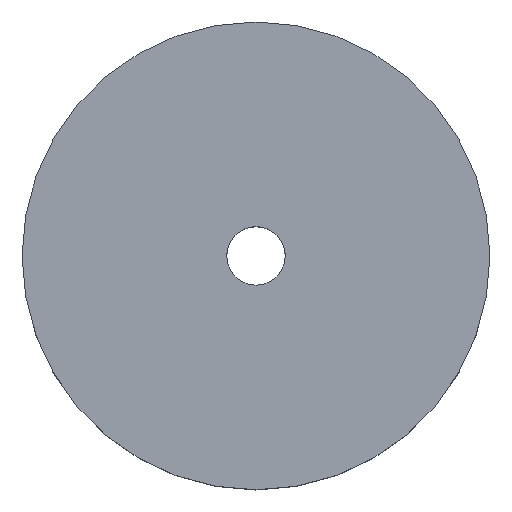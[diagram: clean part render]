
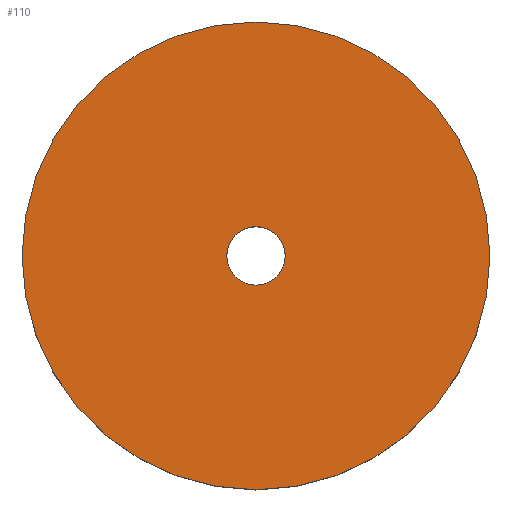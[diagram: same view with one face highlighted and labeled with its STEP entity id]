
A CAD part, top view. The second image highlights one B-rep face of the part: STEP entity #110.
In plain terms, the highlighted planar face has unit normal (0, 0, 1).
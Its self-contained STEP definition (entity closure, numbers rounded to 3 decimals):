
#16=FACE_BOUND('',#36,.T.);
#20=PLANE('',#137);
#26=FACE_OUTER_BOUND('',#35,.T.);
#35=EDGE_LOOP('',(#89));
#36=EDGE_LOOP('',(#90));
#51=CIRCLE('',#130,2.5);
#55=CIRCLE('',#136,20.);
#59=VERTEX_POINT('',#185);
#63=VERTEX_POINT('',#196);
#67=EDGE_CURVE('',#59,#59,#51,.T.);
#72=EDGE_CURVE('',#63,#63,#55,.T.);
#89=ORIENTED_EDGE('',*,*,#72,.T.);
#90=ORIENTED_EDGE('',*,*,#67,.T.);
#110=ADVANCED_FACE('',(#26,#16),#20,.T.);
#130=AXIS2_PLACEMENT_3D('',#186,#149,#150);
#136=AXIS2_PLACEMENT_3D('',#197,#162,#163);
#137=AXIS2_PLACEMENT_3D('',#199,#165,#166);
#149=DIRECTION('center_axis',(0.,0.,-1.));
#150=DIRECTION('ref_axis',(-1.,0.,0.));
#162=DIRECTION('center_axis',(0.,0.,1.));
#163=DIRECTION('ref_axis',(1.,0.,0.));
#165=DIRECTION('center_axis',(0.,0.,1.));
#166=DIRECTION('ref_axis',(1.,0.,0.));
#185=CARTESIAN_POINT('',(2.5,0.,10.));
#186=CARTESIAN_POINT('Origin',(0.,0.,10.));
#196=CARTESIAN_POINT('',(-20.,0.,10.));
#197=CARTESIAN_POINT('Origin',(0.,0.,10.));
#199=CARTESIAN_POINT('Origin',(0.,0.,10.));
